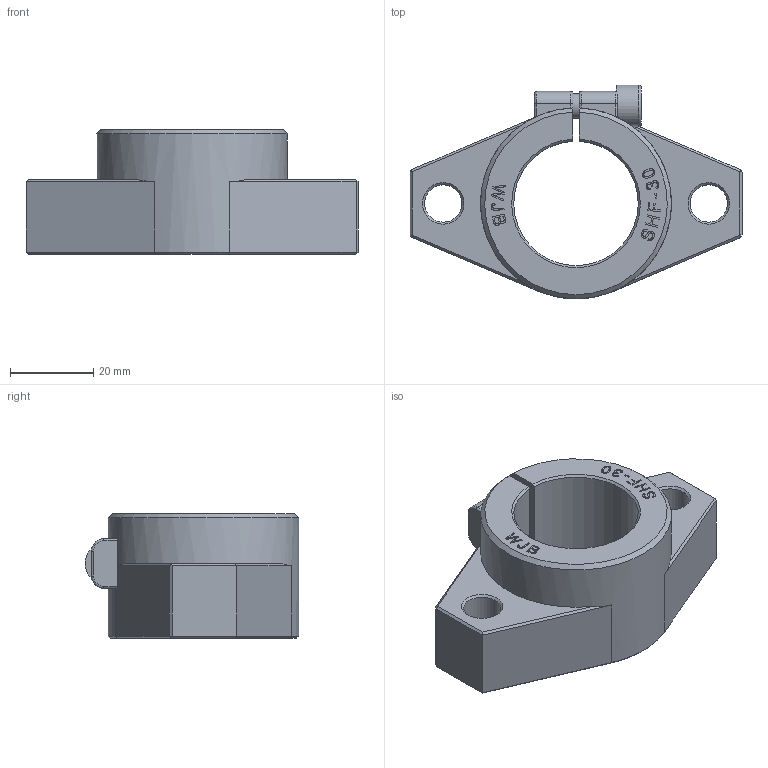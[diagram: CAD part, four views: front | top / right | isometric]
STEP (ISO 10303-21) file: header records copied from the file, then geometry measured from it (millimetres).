
FILE_DESCRIPTION(/* description */ (''),/* implementation_level */ '2;1');
FILE_NAME(/* name */ 'WJB-SHF-30.stp',/* time_stamp */ '2019-01-10T17:46:31+08:00',/* author */ (''),/* organization */ (''),/* preprocessor_version */ 'ST-DEVELOPER v11',/* originating_system */ 'SIEMENS UGS NX 6.0',/* authorisation */ '');
FILE_SCHEMA (('CONFIG_CONTROL_DESIGN'));
Length unit declared in the file: millimetre
Products named in the file (1): WJB-SHF-30
Bounding box: 80 x 51.5 x 30 mm (x, y, z)
Volume: 44452.7 mm3; surface area: 14087.5 mm2
Topology: 2 solids, 2 shells, 185 faces, 478 edges, 320 vertices
Faces by surface type: plane 106, extrusion 29, cylinder 27, cone 13, torus 10
Full cylindrical faces by diameter (mm): 4.917 x2, 6 x1, 9 x2, 10 x1
Entity records: 6739 total; most frequent: CARTESIAN_POINT 2492, ORIENTED_EDGE 876, DIRECTION 748, EDGE_CURVE 438, VERTEX_POINT 285, VECTOR 276, LINE 247, AXIS2_PLACEMENT_3D 236
